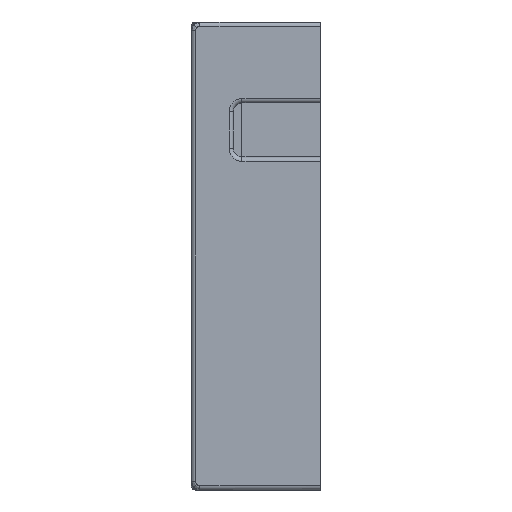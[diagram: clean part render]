
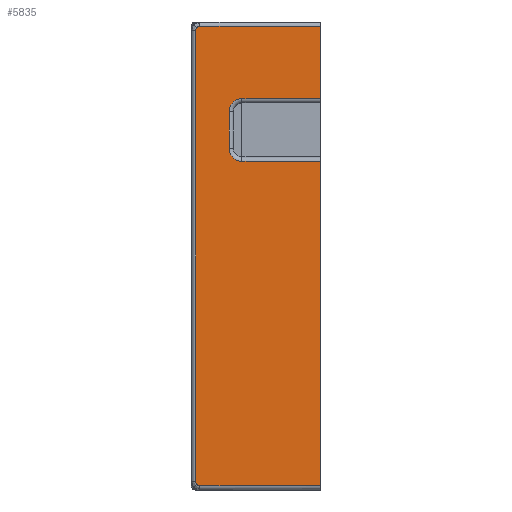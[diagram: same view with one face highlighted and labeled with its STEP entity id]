
A CAD part, left-side view. The second image highlights one B-rep face of the part: STEP entity #5835.
In plain terms, the highlighted planar face has unit normal (-1, 0, 0).
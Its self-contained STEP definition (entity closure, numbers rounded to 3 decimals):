
#291=PLANE('',#6434);
#582=FACE_OUTER_BOUND('',#949,.T.);
#949=EDGE_LOOP('',(#4786,#4787,#4788,#4789,#4790,#4791,#4792,#4793,#4794,
#4795,#4796,#4797,#4798,#4799));
#1333=LINE('',#10970,#1811);
#1344=LINE('',#10999,#1822);
#1345=LINE('',#11010,#1823);
#1347=LINE('',#11022,#1825);
#1349=LINE('',#11026,#1827);
#1350=LINE('',#11027,#1828);
#1351=LINE('',#11028,#1829);
#1352=LINE('',#11029,#1830);
#1811=VECTOR('',#7728,10.);
#1822=VECTOR('',#7759,10.);
#1823=VECTOR('',#7772,10.);
#1825=VECTOR('',#7786,10.);
#1827=VECTOR('',#7790,10.);
#1828=VECTOR('',#7791,10.);
#1829=VECTOR('',#7792,10.);
#1830=VECTOR('',#7793,10.);
#2085=CIRCLE('',#6021,1.);
#2088=CIRCLE('',#6024,1.);
#2102=CIRCLE('',#6038,1.);
#2105=CIRCLE('',#6041,1.);
#2315=CIRCLE('',#6424,3.);
#2319=CIRCLE('',#6430,3.);
#2427=VERTEX_POINT('',#8998);
#2428=VERTEX_POINT('',#9005);
#2430=VERTEX_POINT('',#9051);
#2451=VERTEX_POINT('',#9672);
#2452=VERTEX_POINT('',#9679);
#2454=VERTEX_POINT('',#9725);
#2726=VERTEX_POINT('',#10967);
#2727=VERTEX_POINT('',#10969);
#2735=VERTEX_POINT('',#10997);
#2737=VERTEX_POINT('',#11002);
#2739=VERTEX_POINT('',#11008);
#2741=VERTEX_POINT('',#11014);
#2743=VERTEX_POINT('',#11020);
#2744=VERTEX_POINT('',#11025);
#2977=EDGE_CURVE('',#2427,#2428,#2085,.T.);
#2981=EDGE_CURVE('',#2430,#2427,#2088,.T.);
#3009=EDGE_CURVE('',#2451,#2452,#2102,.T.);
#3013=EDGE_CURVE('',#2454,#2451,#2105,.T.);
#3453=EDGE_CURVE('',#2726,#2727,#1333,.T.);
#3468=EDGE_CURVE('',#2735,#2726,#1344,.T.);
#3470=EDGE_CURVE('',#2737,#2735,#2315,.T.);
#3473=EDGE_CURVE('',#2739,#2737,#1345,.T.);
#3476=EDGE_CURVE('',#2741,#2739,#2319,.T.);
#3479=EDGE_CURVE('',#2743,#2741,#1347,.T.);
#3481=EDGE_CURVE('',#2744,#2743,#1349,.T.);
#3482=EDGE_CURVE('',#2428,#2744,#1350,.T.);
#3483=EDGE_CURVE('',#2452,#2430,#1351,.T.);
#3484=EDGE_CURVE('',#2727,#2454,#1352,.T.);
#4786=ORIENTED_EDGE('',*,*,#3468,.F.);
#4787=ORIENTED_EDGE('',*,*,#3470,.F.);
#4788=ORIENTED_EDGE('',*,*,#3473,.F.);
#4789=ORIENTED_EDGE('',*,*,#3476,.F.);
#4790=ORIENTED_EDGE('',*,*,#3479,.F.);
#4791=ORIENTED_EDGE('',*,*,#3481,.F.);
#4792=ORIENTED_EDGE('',*,*,#3482,.F.);
#4793=ORIENTED_EDGE('',*,*,#2977,.F.);
#4794=ORIENTED_EDGE('',*,*,#2981,.F.);
#4795=ORIENTED_EDGE('',*,*,#3483,.F.);
#4796=ORIENTED_EDGE('',*,*,#3009,.F.);
#4797=ORIENTED_EDGE('',*,*,#3013,.F.);
#4798=ORIENTED_EDGE('',*,*,#3484,.F.);
#4799=ORIENTED_EDGE('',*,*,#3453,.F.);
#5835=ADVANCED_FACE('',(#582),#291,.T.);
#6021=AXIS2_PLACEMENT_3D('',#9006,#6725,#6726);
#6024=AXIS2_PLACEMENT_3D('',#9053,#6731,#6732);
#6038=AXIS2_PLACEMENT_3D('',#9680,#6759,#6760);
#6041=AXIS2_PLACEMENT_3D('',#9727,#6765,#6766);
#6424=AXIS2_PLACEMENT_3D('',#11004,#7764,#7765);
#6430=AXIS2_PLACEMENT_3D('',#11016,#7778,#7779);
#6434=AXIS2_PLACEMENT_3D('',#11024,#7788,#7789);
#6725=DIRECTION('center_axis',(1.,0.,0.));
#6726=DIRECTION('ref_axis',(0.,0.707,0.707));
#6731=DIRECTION('center_axis',(1.,0.,0.));
#6732=DIRECTION('ref_axis',(0.,0.707,0.707));
#6759=DIRECTION('center_axis',(1.,0.,0.));
#6760=DIRECTION('ref_axis',(0.,0.707,-0.707));
#6765=DIRECTION('center_axis',(1.,0.,0.));
#6766=DIRECTION('ref_axis',(0.,0.707,-0.707));
#7728=DIRECTION('',(0.,0.,-1.));
#7759=DIRECTION('',(0.,-1.,0.));
#7764=DIRECTION('center_axis',(-1.,0.,0.));
#7765=DIRECTION('ref_axis',(0.,0.707,-0.707));
#7772=DIRECTION('',(0.,0.,-1.));
#7778=DIRECTION('center_axis',(-1.,0.,0.));
#7779=DIRECTION('ref_axis',(0.,0.707,0.707));
#7786=DIRECTION('',(0.,1.,0.));
#7788=DIRECTION('center_axis',(-1.,0.,0.));
#7789=DIRECTION('ref_axis',(0.,0.,1.));
#7790=DIRECTION('',(0.,0.,-1.));
#7791=DIRECTION('',(0.,-1.,0.));
#7792=DIRECTION('',(0.,0.,1.));
#7793=DIRECTION('',(0.,1.,0.));
#8998=CARTESIAN_POINT('',(-75.,28.707,107.057));
#9005=CARTESIAN_POINT('',(-75.,28.,107.35));
#9006=CARTESIAN_POINT('Origin',(-75.,28.,106.35));
#9051=CARTESIAN_POINT('',(-75.,29.,106.35));
#9053=CARTESIAN_POINT('Origin',(-75.,28.,106.35));
#9672=CARTESIAN_POINT('',(-75.,28.707,1.293));
#9679=CARTESIAN_POINT('',(-75.,29.,2.));
#9680=CARTESIAN_POINT('Origin',(-75.,28.,2.));
#9725=CARTESIAN_POINT('',(-75.,28.,1.));
#9727=CARTESIAN_POINT('Origin',(-75.,28.,2.));
#10967=CARTESIAN_POINT('',(-75.,0.,76.1));
#10969=CARTESIAN_POINT('',(-75.,0.,1.));
#10970=CARTESIAN_POINT('',(-75.,0.,2.));
#10997=CARTESIAN_POINT('',(-75.,18.25,76.1));
#10999=CARTESIAN_POINT('',(-75.,12.5,76.1));
#11002=CARTESIAN_POINT('',(-75.,21.25,79.1));
#11004=CARTESIAN_POINT('Origin',(-75.,18.25,79.1));
#11008=CARTESIAN_POINT('',(-75.,21.25,87.6));
#11010=CARTESIAN_POINT('',(-75.,21.25,41.675));
#11014=CARTESIAN_POINT('',(-75.,18.25,90.6));
#11016=CARTESIAN_POINT('Origin',(-75.,18.25,87.6));
#11020=CARTESIAN_POINT('',(-75.,0.,90.6));
#11022=CARTESIAN_POINT('',(-75.,12.5,90.6));
#11024=CARTESIAN_POINT('Origin',(-75.,0.,0.));
#11025=CARTESIAN_POINT('',(-75.,0.,107.35));
#11026=CARTESIAN_POINT('',(-75.,0.,2.));
#11027=CARTESIAN_POINT('',(-75.,0.,107.35));
#11028=CARTESIAN_POINT('',(-75.,29.,27.088));
#11029=CARTESIAN_POINT('',(-75.,0.,1.));
